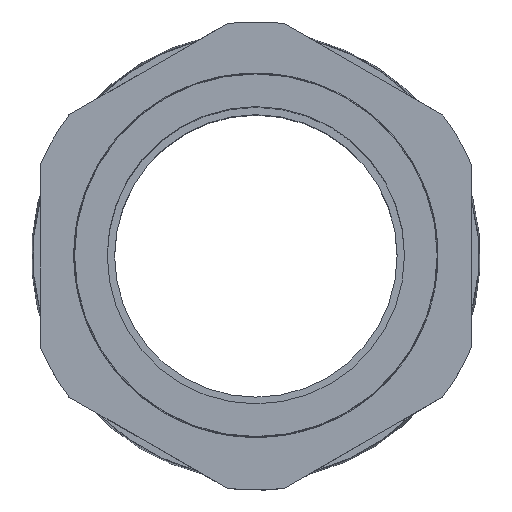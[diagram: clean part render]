
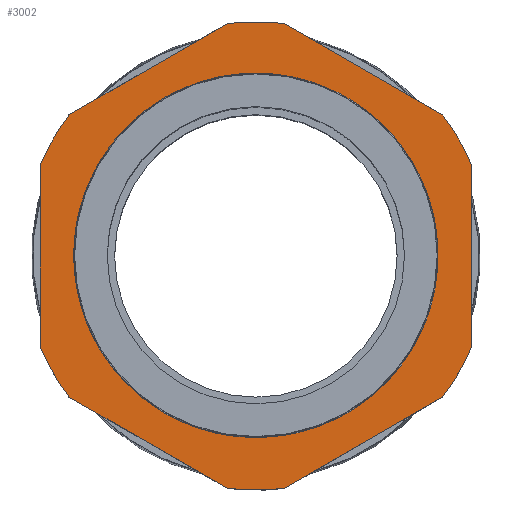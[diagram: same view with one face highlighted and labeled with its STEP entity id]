
A CAD part, top view. The second image highlights one B-rep face of the part: STEP entity #3002.
In plain terms, the highlighted planar face has unit normal (0, 0, 1).
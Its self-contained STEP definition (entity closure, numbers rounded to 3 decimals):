
#103 = DIRECTION ( 'NONE',  ( 1., 0., 0. ) ) ;
#114 = VERTEX_POINT ( 'NONE', #2295 ) ;
#155 = EDGE_CURVE ( 'NONE', #1343, #3539, #726, .T. ) ;
#168 = DIRECTION ( 'NONE',  ( 0.866, -0.5, 0. ) ) ;
#185 = AXIS2_PLACEMENT_3D ( 'NONE', #1149, #3597, #2770 ) ;
#203 = VERTEX_POINT ( 'NONE', #3123 ) ;
#273 = CARTESIAN_POINT ( 'NONE',  ( 0., 0., -55. ) ) ;
#294 = CARTESIAN_POINT ( 'NONE',  ( 3.849, 31.264, -55. ) ) ;
#300 = DIRECTION ( 'NONE',  ( 0., -1., 0. ) ) ;
#393 = DIRECTION ( 'NONE',  ( 1., 0., 0. ) ) ;
#419 = ORIENTED_EDGE ( 'NONE', *, *, #3384, .T. ) ;
#577 = AXIS2_PLACEMENT_3D ( 'NONE', #4946, #2534, #103 ) ;
#585 = CARTESIAN_POINT ( 'NONE',  ( -14.5, 25.115, -55. ) ) ;
#726 = CIRCLE ( 'NONE', #5087, 31.5 ) ;
#746 = CIRCLE ( 'NONE', #577, 31.5 ) ;
#748 = ORIENTED_EDGE ( 'NONE', *, *, #2060, .T. ) ;
#863 = CARTESIAN_POINT ( 'NONE',  ( 14.5, -25.115, -55. ) ) ;
#890 = ORIENTED_EDGE ( 'NONE', *, *, #3349, .T. ) ;
#920 = CARTESIAN_POINT ( 'NONE',  ( 0., 0., -55. ) ) ;
#1001 = DIRECTION ( 'NONE',  ( 0.866, 0.5, 0. ) ) ;
#1039 = CARTESIAN_POINT ( 'NONE',  ( 3.849, -31.264, -55. ) ) ;
#1057 = VERTEX_POINT ( 'NONE', #1373 ) ;
#1149 = CARTESIAN_POINT ( 'NONE',  ( 0., 0., -55. ) ) ;
#1291 = CIRCLE ( 'NONE', #185, 31.5 ) ;
#1343 = VERTEX_POINT ( 'NONE', #1933 ) ;
#1344 = DIRECTION ( 'NONE',  ( 1., 0., 0. ) ) ;
#1373 = CARTESIAN_POINT ( 'NONE',  ( -3.849, 31.264, -55. ) ) ;
#1513 = DIRECTION ( 'NONE',  ( 0., 0., 1. ) ) ;
#1523 = CARTESIAN_POINT ( 'NONE',  ( 29., 0., -55. ) ) ;
#1541 = LINE ( 'NONE', #2229, #4635 ) ;
#1597 = DIRECTION ( 'NONE',  ( 0., 0., 1. ) ) ;
#1651 = VECTOR ( 'NONE', #4817, 1000. ) ;
#1735 = CARTESIAN_POINT ( 'NONE',  ( 25.151, -18.966, -55. ) ) ;
#1779 = DIRECTION ( 'NONE',  ( 0., 1., 0. ) ) ;
#1855 = CIRCLE ( 'NONE', #3952, 31.5 ) ;
#1888 = ORIENTED_EDGE ( 'NONE', *, *, #4131, .F. ) ;
#1906 = DIRECTION ( 'NONE',  ( 0., 0., 1. ) ) ;
#1933 = CARTESIAN_POINT ( 'NONE',  ( -25.151, 18.966, -55. ) ) ;
#1998 = CARTESIAN_POINT ( 'NONE',  ( -14.5, -25.115, -55. ) ) ;
#2050 = ORIENTED_EDGE ( 'NONE', *, *, #155, .T. ) ;
#2059 = DIRECTION ( 'NONE',  ( -0.866, -0.5, 0. ) ) ;
#2060 = EDGE_CURVE ( 'NONE', #4702, #203, #1291, .T. ) ;
#2139 = VERTEX_POINT ( 'NONE', #294 ) ;
#2185 = CARTESIAN_POINT ( 'NONE',  ( -29., 0., -55. ) ) ;
#2229 = CARTESIAN_POINT ( 'NONE',  ( 14.5, 25.115, -55. ) ) ;
#2295 = CARTESIAN_POINT ( 'NONE',  ( -25.151, -18.966, -55. ) ) ;
#2340 = AXIS2_PLACEMENT_3D ( 'NONE', #920, #3762, #1344 ) ;
#2447 = ORIENTED_EDGE ( 'NONE', *, *, #4238, .F. ) ;
#2474 = VECTOR ( 'NONE', #1001, 1000. ) ;
#2479 = EDGE_LOOP ( 'NONE', ( #4113, #1888, #2050, #3775, #419, #4246, #890, #3920, #2513, #2447, #748, #5000 ) ) ;
#2513 = ORIENTED_EDGE ( 'NONE', *, *, #5080, .T. ) ;
#2534 = DIRECTION ( 'NONE',  ( 0., 0., 1. ) ) ;
#2611 = LINE ( 'NONE', #585, #2474 ) ;
#2719 = EDGE_CURVE ( 'NONE', #3464, #4180, #3738, .T. ) ;
#2770 = DIRECTION ( 'NONE',  ( 1., 0., 0. ) ) ;
#2791 = DIRECTION ( 'NONE',  ( 0., 0., -1. ) ) ;
#2819 = DIRECTION ( 'NONE',  ( 0., 0., 1. ) ) ;
#2936 = CARTESIAN_POINT ( 'NONE',  ( 29., -12.298, -55. ) ) ;
#3002 = ADVANCED_FACE ( 'NONE', ( #4170, #4043 ), #4426, .F. ) ;
#3123 = CARTESIAN_POINT ( 'NONE',  ( 25.151, 18.966, -55. ) ) ;
#3158 = EDGE_CURVE ( 'NONE', #3329, #3329, #3277, .T. ) ;
#3160 = AXIS2_PLACEMENT_3D ( 'NONE', #4303, #1906, #4716 ) ;
#3167 = VECTOR ( 'NONE', #300, 1000. ) ;
#3277 = CIRCLE ( 'NONE', #2340, 22.1 ) ;
#3329 = VERTEX_POINT ( 'NONE', #4266 ) ;
#3349 = EDGE_CURVE ( 'NONE', #4760, #4180, #1855, .T. ) ;
#3384 = EDGE_CURVE ( 'NONE', #4983, #114, #3867, .T. ) ;
#3464 = VERTEX_POINT ( 'NONE', #1735 ) ;
#3479 = VERTEX_POINT ( 'NONE', #2936 ) ;
#3539 = VERTEX_POINT ( 'NONE', #4584 ) ;
#3562 = EDGE_CURVE ( 'NONE', #2139, #1057, #5238, .T. ) ;
#3597 = DIRECTION ( 'NONE',  ( 0., 0., 1. ) ) ;
#3669 = CARTESIAN_POINT ( 'NONE',  ( -29., -12.298, -55. ) ) ;
#3732 = EDGE_CURVE ( 'NONE', #4760, #114, #3926, .T. ) ;
#3738 = LINE ( 'NONE', #863, #3873 ) ;
#3762 = DIRECTION ( 'NONE',  ( 0., 0., 1. ) ) ;
#3775 = ORIENTED_EDGE ( 'NONE', *, *, #4036, .F. ) ;
#3797 = ORIENTED_EDGE ( 'NONE', *, *, #3158, .F. ) ;
#3867 = CIRCLE ( 'NONE', #4765, 31.5 ) ;
#3873 = VECTOR ( 'NONE', #2059, 1000. ) ;
#3920 = ORIENTED_EDGE ( 'NONE', *, *, #2719, .F. ) ;
#3926 = LINE ( 'NONE', #1998, #1651 ) ;
#3939 = LINE ( 'NONE', #2185, #4878 ) ;
#3952 = AXIS2_PLACEMENT_3D ( 'NONE', #4010, #1597, #4403 ) ;
#4010 = CARTESIAN_POINT ( 'NONE',  ( 0., 0., -55. ) ) ;
#4026 = CARTESIAN_POINT ( 'NONE',  ( 0., 22.1, -55. ) ) ;
#4036 = EDGE_CURVE ( 'NONE', #4983, #3539, #3939, .T. ) ;
#4043 = FACE_OUTER_BOUND ( 'NONE', #2479, .T. ) ;
#4113 = ORIENTED_EDGE ( 'NONE', *, *, #3562, .T. ) ;
#4127 = EDGE_CURVE ( 'NONE', #2139, #203, #1541, .T. ) ;
#4131 = EDGE_CURVE ( 'NONE', #1343, #1057, #2611, .T. ) ;
#4170 = FACE_BOUND ( 'NONE', #4859, .T. ) ;
#4180 = VERTEX_POINT ( 'NONE', #1039 ) ;
#4234 = CARTESIAN_POINT ( 'NONE',  ( 29., 12.298, -55. ) ) ;
#4238 = EDGE_CURVE ( 'NONE', #4702, #3479, #4248, .T. ) ;
#4246 = ORIENTED_EDGE ( 'NONE', *, *, #3732, .F. ) ;
#4248 = LINE ( 'NONE', #1523, #3167 ) ;
#4266 = CARTESIAN_POINT ( 'NONE',  ( 22.1, 0., -55. ) ) ;
#4303 = CARTESIAN_POINT ( 'NONE',  ( 0., 0., -55. ) ) ;
#4323 = DIRECTION ( 'NONE',  ( 1., 0., 0. ) ) ;
#4403 = DIRECTION ( 'NONE',  ( 1., 0., 0. ) ) ;
#4426 = PLANE ( 'NONE',  #4811 ) ;
#4584 = CARTESIAN_POINT ( 'NONE',  ( -29., 12.298, -55. ) ) ;
#4635 = VECTOR ( 'NONE', #168, 1000. ) ;
#4702 = VERTEX_POINT ( 'NONE', #4234 ) ;
#4716 = DIRECTION ( 'NONE',  ( 1., 0., 0. ) ) ;
#4760 = VERTEX_POINT ( 'NONE', #5126 ) ;
#4765 = AXIS2_PLACEMENT_3D ( 'NONE', #5236, #2819, #393 ) ;
#4811 = AXIS2_PLACEMENT_3D ( 'NONE', #4026, #2791, #4840 ) ;
#4817 = DIRECTION ( 'NONE',  ( -0.866, 0.5, 0. ) ) ;
#4840 = DIRECTION ( 'NONE',  ( -1., 0., 0. ) ) ;
#4859 = EDGE_LOOP ( 'NONE', ( #3797 ) ) ;
#4878 = VECTOR ( 'NONE', #1779, 1000. ) ;
#4946 = CARTESIAN_POINT ( 'NONE',  ( 0., 0., -55. ) ) ;
#4983 = VERTEX_POINT ( 'NONE', #3669 ) ;
#5000 = ORIENTED_EDGE ( 'NONE', *, *, #4127, .F. ) ;
#5080 = EDGE_CURVE ( 'NONE', #3464, #3479, #746, .T. ) ;
#5087 = AXIS2_PLACEMENT_3D ( 'NONE', #273, #1513, #4323 ) ;
#5126 = CARTESIAN_POINT ( 'NONE',  ( -3.849, -31.264, -55. ) ) ;
#5236 = CARTESIAN_POINT ( 'NONE',  ( 0., 0., -55. ) ) ;
#5238 = CIRCLE ( 'NONE', #3160, 31.5 ) ;
